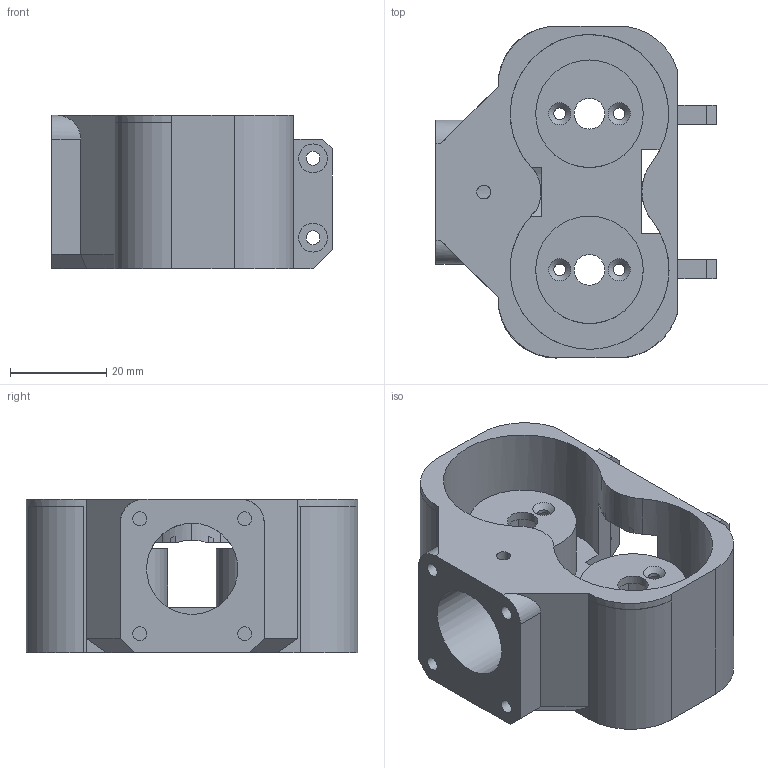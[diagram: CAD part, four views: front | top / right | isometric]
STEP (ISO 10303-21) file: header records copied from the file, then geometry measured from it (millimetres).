
FILE_DESCRIPTION(/* description */ (''),/* implementation_level */ '2;1');
FILE_NAME(/* name */ 'shirdalfwcsep v21.step',/* time_stamp */ '2022-11-20T14:59:40-05:00',/* author */ (''),/* organization */ (''),/* preprocessor_version */ 'ST-DEVELOPER v19.2',/* originating_system */ 'Autodesk Translation Framework v11.17.0.187',/* authorisation */ '');
FILE_SCHEMA (('AUTOMOTIVE_DESIGN { 1 0 10303 214 3 1 1 }'));
Length unit declared in the file: millimetre
Products named in the file (2): shirdalfwcsep; shirdalfwconly v5
Assembly tree (1 placements, depth 2):
  shirdalfwcsep
    shirdalfwconly v5
Bounding box: 58.4 x 69.07 x 32 mm (x, y, z)
Volume: 42932.8 mm3; surface area: 22231.4 mm2
Topology: 1 solids, 1 shells, 115 faces, 303 edges, 199 vertices
Faces by surface type: plane 66, cylinder 39, cone 8, bspline 2
Full cylindrical faces by diameter (mm): 2.4 x4, 2.8 x1, 2.9 x9, 6 x2, 6.4 x2, 19 x1, 22.4 x2
Entity records: 3795 total; most frequent: CARTESIAN_POINT 790, DIRECTION 610, ORIENTED_EDGE 606, EDGE_CURVE 303, AXIS2_PLACEMENT_3D 212, VERTEX_POINT 199, LINE 186, VECTOR 186
